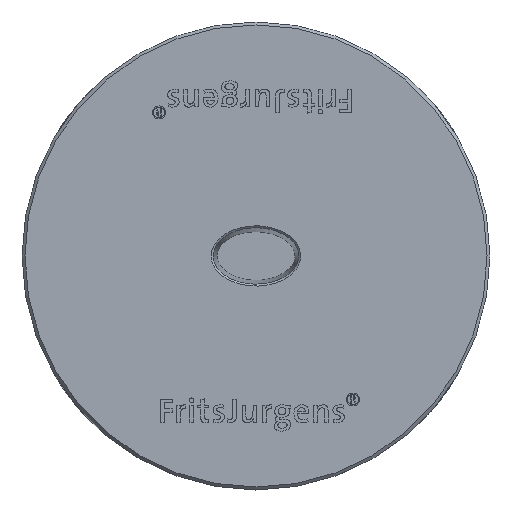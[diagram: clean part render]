
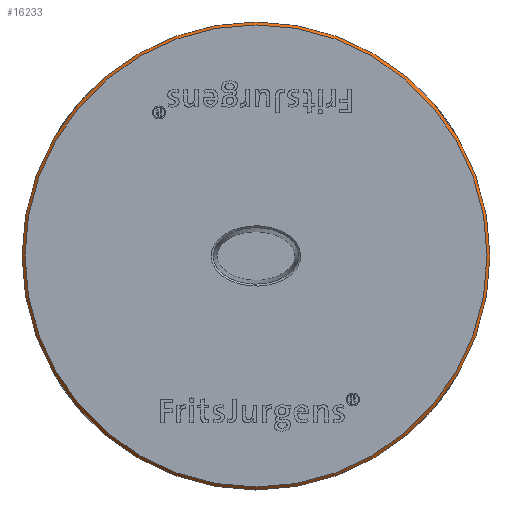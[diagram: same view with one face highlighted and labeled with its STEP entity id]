
A CAD part, top view. The second image highlights one B-rep face of the part: STEP entity #16233.
In plain terms, the highlighted conical face has half-angle 45 degrees and reference radius 39.5 mm.
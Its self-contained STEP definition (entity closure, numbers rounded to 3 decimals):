
#2195 = FACE_BOUND ( 'NONE', #54929, .T. ) ;
#8759 = AXIS2_PLACEMENT_3D ( 'NONE', #33702, #57286, #45128 ) ;
#13576 = CIRCLE ( 'NONE', #8759, 40. ) ;
#14074 = ORIENTED_EDGE ( 'NONE', *, *, #55268, .F. ) ;
#14359 = DIRECTION ( 'NONE',  ( 0., 0., 1. ) ) ;
#14752 = CARTESIAN_POINT ( 'NONE',  ( -52.83, 17.382, 21.319 ) ) ;
#15039 = AXIS2_PLACEMENT_3D ( 'NONE', #14752, #37975, #71839 ) ;
#16233 = ADVANCED_FACE ( 'NONE', ( #49745, #2195 ), #16281, .T. ) ;
#16281 = CONICAL_SURFACE ( 'NONE', #15039, 39.5, 0.785 ) ;
#19725 = CARTESIAN_POINT ( 'NONE',  ( -52.83, 17.382, 21.319 ) ) ;
#31489 = DIRECTION ( 'NONE',  ( 1., 0., 0. ) ) ;
#33702 = CARTESIAN_POINT ( 'NONE',  ( -52.83, 17.382, 20.819 ) ) ;
#36762 = CIRCLE ( 'NONE', #65944, 39.5 ) ;
#37975 = DIRECTION ( 'NONE',  ( 0., 0., -1. ) ) ;
#39965 = CARTESIAN_POINT ( 'NONE',  ( -12.83, 17.382, 20.819 ) ) ;
#45128 = DIRECTION ( 'NONE',  ( 1., 0., 0. ) ) ;
#47182 = CARTESIAN_POINT ( 'NONE',  ( -13.33, 17.382, 21.319 ) ) ;
#49745 = FACE_OUTER_BOUND ( 'NONE', #69414, .T. ) ;
#54929 = EDGE_LOOP ( 'NONE', ( #65850 ) ) ;
#55268 = EDGE_CURVE ( 'NONE', #70023, #70023, #13576, .T. ) ;
#55940 = EDGE_CURVE ( 'NONE', #64308, #64308, #36762, .T. ) ;
#57286 = DIRECTION ( 'NONE',  ( 0., 0., -1. ) ) ;
#64308 = VERTEX_POINT ( 'NONE', #47182 ) ;
#65850 = ORIENTED_EDGE ( 'NONE', *, *, #55940, .F. ) ;
#65944 = AXIS2_PLACEMENT_3D ( 'NONE', #19725, #14359, #31489 ) ;
#69414 = EDGE_LOOP ( 'NONE', ( #14074 ) ) ;
#70023 = VERTEX_POINT ( 'NONE', #39965 ) ;
#71839 = DIRECTION ( 'NONE',  ( -1., 0., 0. ) ) ;
